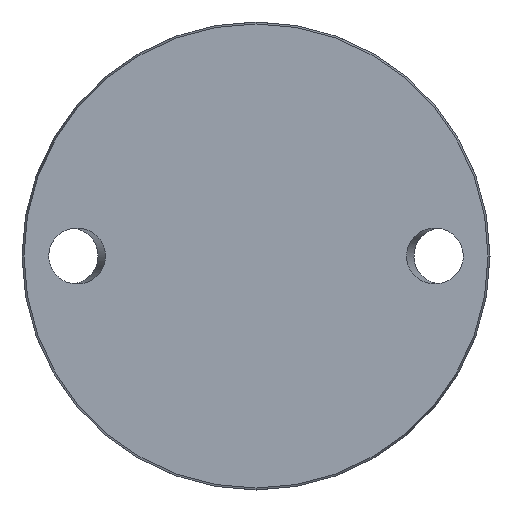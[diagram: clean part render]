
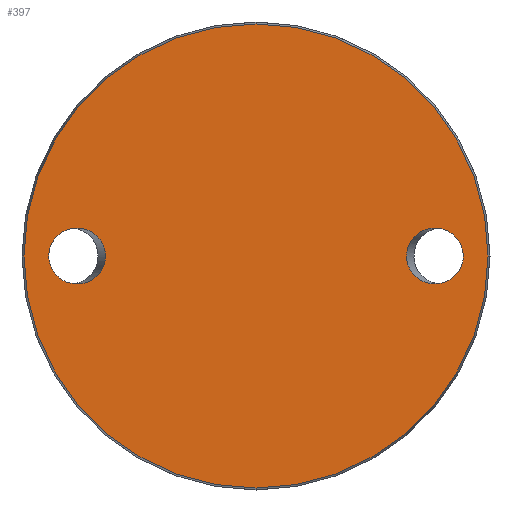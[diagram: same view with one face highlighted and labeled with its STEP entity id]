
A CAD part, front view. The second image highlights one B-rep face of the part: STEP entity #397.
In plain terms, the highlighted planar face has unit normal (0, -1, 0).
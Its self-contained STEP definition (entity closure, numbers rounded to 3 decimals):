
#1 = ORIENTED_EDGE ( 'NONE', *, *, #500, .F. ) ;
#24 =( BOUNDED_CURVE ( )  B_SPLINE_CURVE ( 3, ( #375, #989, #675, #997, #299, #603, #779 ),
 .UNSPECIFIED., .T., .T. ) 
 B_SPLINE_CURVE_WITH_KNOTS ( ( 4, 3, 4 ),
 ( 0., 3.142, 6.283 ),
 .UNSPECIFIED. ) 
 CURVE ( )  GEOMETRIC_REPRESENTATION_ITEM ( )  RATIONAL_B_SPLINE_CURVE ( ( 1., 0.333, 0.333, 1., 0.333, 0.333, 1. ) ) 
 REPRESENTATION_ITEM ( '' )  );
#27 = VERTEX_POINT ( 'NONE', #718 ) ;
#31 = DIRECTION ( 'NONE',  ( 0., -1., 0. ) ) ;
#56 = PLANE ( 'NONE',  #523 ) ;
#111 = EDGE_CURVE ( 'NONE', #606, #606, #740, .T. ) ;
#149 = DIRECTION ( 'NONE',  ( 0., 1., 0. ) ) ;
#182 = CARTESIAN_POINT ( 'NONE',  ( -61.115, 0., 16.5 ) ) ;
#243 = DIRECTION ( 'NONE',  ( 0., 0., -1. ) ) ;
#248 = EDGE_CURVE ( 'NONE', #27, #27, #354, .T. ) ;
#258 = EDGE_LOOP ( 'NONE', ( #589 ) ) ;
#264 = CARTESIAN_POINT ( 'NONE',  ( 44.385, 0., 0. ) ) ;
#268 = CARTESIAN_POINT ( 'NONE',  ( -61.115, 0., 0. ) ) ;
#296 = FACE_OUTER_BOUND ( 'NONE', #436, .T. ) ;
#299 = CARTESIAN_POINT ( 'NONE',  ( 61.115, 0., 16.5 ) ) ;
#354 = CIRCLE ( 'NONE', #577, 68.425 ) ;
#375 = CARTESIAN_POINT ( 'NONE',  ( 44.385, 0., 0. ) ) ;
#397 = ADVANCED_FACE ( 'NONE', ( #993, #659, #296 ), #56, .F. ) ;
#436 = EDGE_LOOP ( 'NONE', ( #658 ) ) ;
#483 = EDGE_LOOP ( 'NONE', ( #1 ) ) ;
#485 = CARTESIAN_POINT ( 'NONE',  ( -61.115, 0., -16.5 ) ) ;
#500 = EDGE_CURVE ( 'NONE', #955, #955, #24, .T. ) ;
#523 = AXIS2_PLACEMENT_3D ( 'NONE', #831, #149, #590 ) ;
#577 = AXIS2_PLACEMENT_3D ( 'NONE', #854, #31, #243 ) ;
#589 = ORIENTED_EDGE ( 'NONE', *, *, #111, .T. ) ;
#590 = DIRECTION ( 'NONE',  ( 0., 0., 1. ) ) ;
#603 = CARTESIAN_POINT ( 'NONE',  ( 44.385, 0., 16.5 ) ) ;
#606 = VERTEX_POINT ( 'NONE', #694 ) ;
#658 = ORIENTED_EDGE ( 'NONE', *, *, #248, .T. ) ;
#659 = FACE_BOUND ( 'NONE', #483, .T. ) ;
#675 = CARTESIAN_POINT ( 'NONE',  ( 61.115, 0., -16.5 ) ) ;
#694 = CARTESIAN_POINT ( 'NONE',  ( -61.115, 0., 0. ) ) ;
#718 = CARTESIAN_POINT ( 'NONE',  ( 0., 0., -68.425 ) ) ;
#719 = CARTESIAN_POINT ( 'NONE',  ( -61.115, 0., 0. ) ) ;
#740 =( BOUNDED_CURVE ( )  B_SPLINE_CURVE ( 3, ( #268, #182, #884, #878, #870, #485, #719 ),
 .UNSPECIFIED., .T., .F. ) 
 B_SPLINE_CURVE_WITH_KNOTS ( ( 4, 3, 4 ),
 ( 0., 3.142, 6.283 ),
 .UNSPECIFIED. ) 
 CURVE ( )  GEOMETRIC_REPRESENTATION_ITEM ( )  RATIONAL_B_SPLINE_CURVE ( ( 1., 0.333, 0.333, 1., 0.333, 0.333, 1. ) ) 
 REPRESENTATION_ITEM ( '' )  );
#779 = CARTESIAN_POINT ( 'NONE',  ( 44.385, 0., 0. ) ) ;
#831 = CARTESIAN_POINT ( 'NONE',  ( -68.425, 0., 0. ) ) ;
#854 = CARTESIAN_POINT ( 'NONE',  ( 0., 0., 0. ) ) ;
#870 = CARTESIAN_POINT ( 'NONE',  ( -44.385, 0., -16.5 ) ) ;
#878 = CARTESIAN_POINT ( 'NONE',  ( -44.385, 0., 0. ) ) ;
#884 = CARTESIAN_POINT ( 'NONE',  ( -44.385, 0., 16.5 ) ) ;
#955 = VERTEX_POINT ( 'NONE', #264 ) ;
#989 = CARTESIAN_POINT ( 'NONE',  ( 44.385, 0., -16.5 ) ) ;
#993 = FACE_BOUND ( 'NONE', #258, .T. ) ;
#997 = CARTESIAN_POINT ( 'NONE',  ( 61.115, 0., 0. ) ) ;
